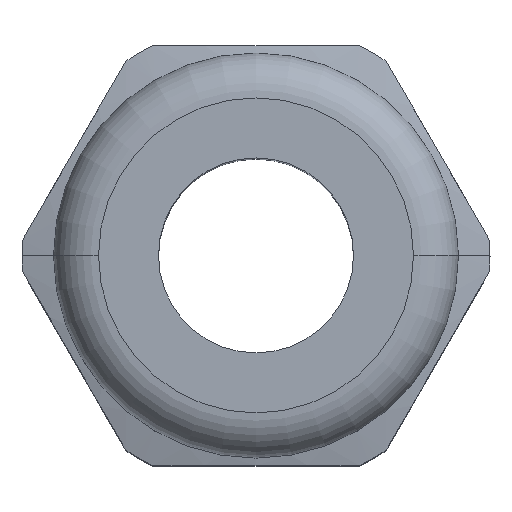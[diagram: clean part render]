
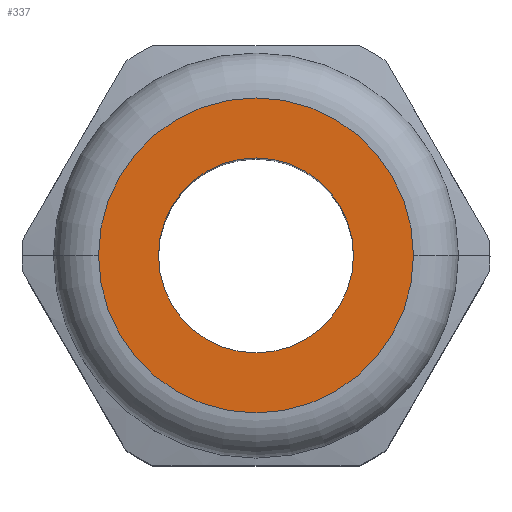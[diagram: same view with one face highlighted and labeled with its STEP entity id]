
A CAD part, top view. The second image highlights one B-rep face of the part: STEP entity #337.
In plain terms, the highlighted planar face has unit normal (0, 0, 1).
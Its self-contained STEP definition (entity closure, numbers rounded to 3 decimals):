
#44 = CIRCLE ( 'NONE', #105, 3.25 ) ;
#68 = AXIS2_PLACEMENT_3D ( 'NONE', #968, #1020, #995 ) ;
#105 = AXIS2_PLACEMENT_3D ( 'NONE', #1258, #1241, #1218 ) ;
#194 = ORIENTED_EDGE ( 'NONE', *, *, #334, .F. ) ;
#229 = ORIENTED_EDGE ( 'NONE', *, *, #366, .T. ) ;
#244 = ORIENTED_EDGE ( 'NONE', *, *, #448, .F. ) ;
#255 = ORIENTED_EDGE ( 'NONE', *, *, #383, .T. ) ;
#334 = EDGE_CURVE ( 'NONE', #773, #696, #350, .T. ) ;
#337 = ADVANCED_FACE ( 'NONE', ( #1178, #1192 ), #590, .T. ) ;
#350 = CIRCLE ( 'NONE', #1169, 3.25 ) ;
#366 = EDGE_CURVE ( 'NONE', #667, #705, #517, .T. ) ;
#383 = EDGE_CURVE ( 'NONE', #705, #667, #518, .T. ) ;
#448 = EDGE_CURVE ( 'NONE', #696, #773, #44, .T. ) ;
#517 = CIRCLE ( 'NONE', #887, 5.25 ) ;
#518 = CIRCLE ( 'NONE', #68, 5.25 ) ;
#590 = PLANE ( 'NONE',  #1183 ) ;
#608 = DIRECTION ( 'NONE',  ( 1., 0., 0. ) ) ;
#616 = DIRECTION ( 'NONE',  ( 1., 0., 0. ) ) ;
#642 = EDGE_LOOP ( 'NONE', ( #229, #255 ) ) ;
#645 = DIRECTION ( 'NONE',  ( 0., 0., 1. ) ) ;
#651 = DIRECTION ( 'NONE',  ( 0., 0., 1. ) ) ;
#667 = VERTEX_POINT ( 'NONE', #1485 ) ;
#682 = CARTESIAN_POINT ( 'NONE',  ( 0., 0., 23.5 ) ) ;
#696 = VERTEX_POINT ( 'NONE', #1495 ) ;
#705 = VERTEX_POINT ( 'NONE', #1498 ) ;
#744 = CARTESIAN_POINT ( 'NONE',  ( 0., 0., 23.5 ) ) ;
#773 = VERTEX_POINT ( 'NONE', #1520 ) ;
#811 = EDGE_LOOP ( 'NONE', ( #244, #194 ) ) ;
#887 = AXIS2_PLACEMENT_3D ( 'NONE', #953, #1107, #1102 ) ;
#953 = CARTESIAN_POINT ( 'NONE',  ( 0., 0., 23.5 ) ) ;
#968 = CARTESIAN_POINT ( 'NONE',  ( 0., 0., 23.5 ) ) ;
#995 = DIRECTION ( 'NONE',  ( 1., 0., 0. ) ) ;
#1020 = DIRECTION ( 'NONE',  ( 0., 0., 1. ) ) ;
#1102 = DIRECTION ( 'NONE',  ( 1., 0., 0. ) ) ;
#1107 = DIRECTION ( 'NONE',  ( 0., 0., 1. ) ) ;
#1169 = AXIS2_PLACEMENT_3D ( 'NONE', #744, #645, #616 ) ;
#1178 = FACE_BOUND ( 'NONE', #811, .T. ) ;
#1183 = AXIS2_PLACEMENT_3D ( 'NONE', #682, #651, #608 ) ;
#1192 = FACE_OUTER_BOUND ( 'NONE', #642, .T. ) ;
#1218 = DIRECTION ( 'NONE',  ( 1., 0., 0. ) ) ;
#1241 = DIRECTION ( 'NONE',  ( 0., 0., 1. ) ) ;
#1258 = CARTESIAN_POINT ( 'NONE',  ( 0., 0., 23.5 ) ) ;
#1485 = CARTESIAN_POINT ( 'NONE',  ( 5.25, 0., 23.5 ) ) ;
#1495 = CARTESIAN_POINT ( 'NONE',  ( 3.25, 0., 23.5 ) ) ;
#1498 = CARTESIAN_POINT ( 'NONE',  ( -5.25, 0., 23.5 ) ) ;
#1520 = CARTESIAN_POINT ( 'NONE',  ( -3.25, 0., 23.5 ) ) ;
